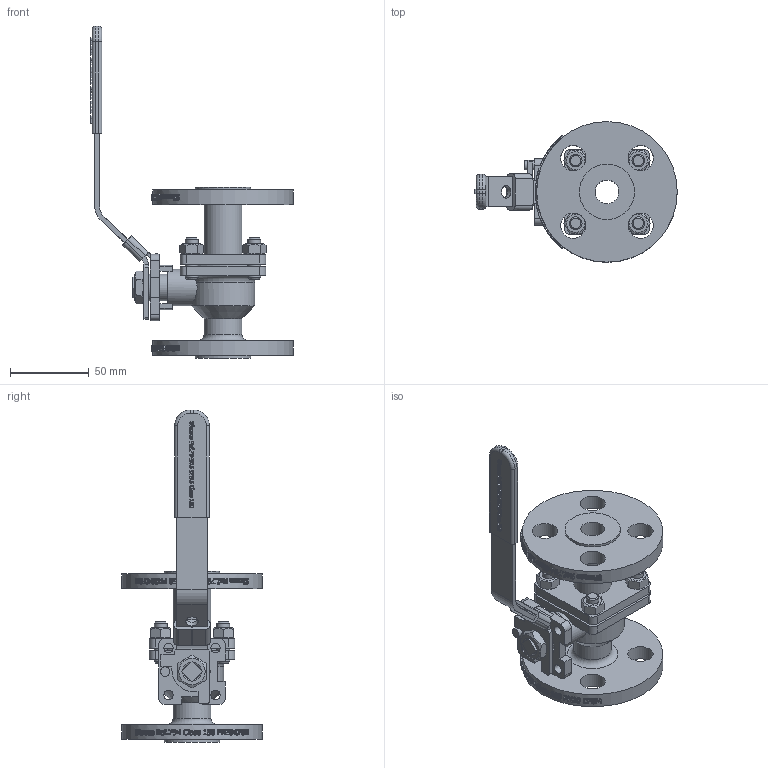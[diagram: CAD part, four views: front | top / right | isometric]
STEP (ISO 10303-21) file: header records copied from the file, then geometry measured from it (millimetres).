
FILE_DESCRIPTION(/* description */ ('794015'),/* implementation_level */ '2;1');
FILE_NAME(/* name */ '794015.stp',/* time_stamp */ '2017-06-30T14:44:17+02:00',/* author */ ('jmorand'),/* organization */ ('Sferaco'),/* preprocessor_version */ 'ST-DEVELOPER v16.5',/* originating_system */ 'Autodesk Inventor 2017',/* authorisation */ '');
FILE_SCHEMA (('CONFIG_CONTROL_DESIGN'));
Products named in the file (1): 794015_bd
Bounding box: 128.2 x 89 x 210.18 mm (x, y, z)
Volume: 214376.2 mm3; surface area: 73105 mm2
Topology: 1 solids, 5 shells, 1770 faces, 4848 edges, 3219 vertices
Faces by surface type: bspline 828, plane 731, cylinder 176, cone 29, torus 6
Full cylindrical faces by diameter (mm): 6 x5, 8 x16, 15 x1, 16 x8, 17 x1, 23 x2, 24 x2, 35 x2, 40 x1, 89 x2
Entity records: 73757 total; most frequent: CARTESIAN_POINT 32598, ORIENTED_EDGE 9546, DIRECTION 5560, EDGE_CURVE 4768, VERTEX_POINT 3196, LINE 2436, VECTOR 2436, EDGE_LOOP 2009
